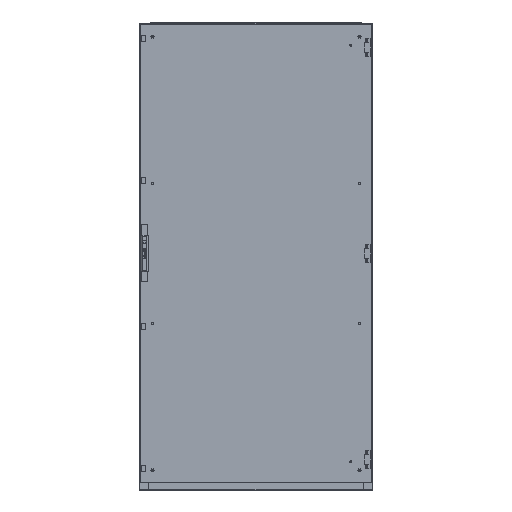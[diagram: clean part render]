
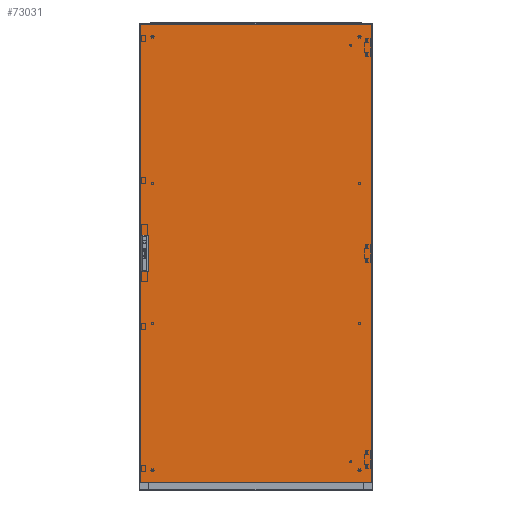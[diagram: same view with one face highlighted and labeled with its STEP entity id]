
A CAD part, top view. The second image highlights one B-rep face of the part: STEP entity #73031.
In plain terms, the highlighted planar face has unit normal (0, 0, 1).
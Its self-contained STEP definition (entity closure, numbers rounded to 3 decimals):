
#602 = DIRECTION ( 'NONE',  ( 1., 0., 0. ) ) ;
#981 = ORIENTED_EDGE ( 'NONE', *, *, #58184, .T. ) ;
#2515 = DIRECTION ( 'NONE',  ( 0., -1., 0. ) ) ;
#2710 = DIRECTION ( 'NONE',  ( 1., 0., 0. ) ) ;
#4391 = DIRECTION ( 'NONE',  ( 1., 0., 0. ) ) ;
#6171 = VERTEX_POINT ( 'NONE', #100281 ) ;
#7617 = DIRECTION ( 'NONE',  ( 0., -1., 0. ) ) ;
#10410 = VERTEX_POINT ( 'NONE', #66708 ) ;
#11533 = LINE ( 'NONE', #36051, #75838 ) ;
#11724 = ORIENTED_EDGE ( 'NONE', *, *, #100098, .F. ) ;
#13807 = VERTEX_POINT ( 'NONE', #35176 ) ;
#15043 = CARTESIAN_POINT ( 'NONE',  ( 497., 983.5, 0. ) ) ;
#16195 = EDGE_CURVE ( 'NONE', #57265, #13807, #73218, .T. ) ;
#16385 = CARTESIAN_POINT ( 'NONE',  ( 0., 0., 0. ) ) ;
#16566 = EDGE_LOOP ( 'NONE', ( #981, #22106, #90375, #87182 ) ) ;
#17184 = ORIENTED_EDGE ( 'NONE', *, *, #67461, .T. ) ;
#18918 = EDGE_CURVE ( 'NONE', #36568, #10410, #71742, .T. ) ;
#22106 = ORIENTED_EDGE ( 'NONE', *, *, #90056, .T. ) ;
#22421 = VECTOR ( 'NONE', #4391, 1000. ) ;
#23041 = FACE_OUTER_BOUND ( 'NONE', #16566, .T. ) ;
#23792 = DIRECTION ( 'NONE',  ( 0., 1., 0. ) ) ;
#24760 = DIRECTION ( 'NONE',  ( 0., 0., 1. ) ) ;
#25750 = EDGE_LOOP ( 'NONE', ( #17184, #84328, #90355, #11724 ) ) ;
#32573 = CARTESIAN_POINT ( 'NONE',  ( -497., 983.5, 0. ) ) ;
#35176 = CARTESIAN_POINT ( 'NONE',  ( -463., -78.5, 0. ) ) ;
#36051 = CARTESIAN_POINT ( 'NONE',  ( -463., 0., 0. ) ) ;
#36290 = VECTOR ( 'NONE', #23792, 1000. ) ;
#36322 = VECTOR ( 'NONE', #2710, 1000. ) ;
#36568 = VERTEX_POINT ( 'NONE', #55957 ) ;
#38397 = VECTOR ( 'NONE', #2515, 1000. ) ;
#39170 = CARTESIAN_POINT ( 'NONE',  ( -497., -983.5, 0. ) ) ;
#46073 = LINE ( 'NONE', #59949, #113231 ) ;
#46823 = CARTESIAN_POINT ( 'NONE',  ( -497., 983.5, 0. ) ) ;
#47144 = VECTOR ( 'NONE', #602, 1000. ) ;
#51311 = AXIS2_PLACEMENT_3D ( 'NONE', #16385, #24760, #95176 ) ;
#54875 = CARTESIAN_POINT ( 'NONE',  ( -497., 983.5, 0. ) ) ;
#55373 = EDGE_CURVE ( 'NONE', #80771, #13807, #11533, .T. ) ;
#55957 = CARTESIAN_POINT ( 'NONE',  ( -497., -983.5, 0. ) ) ;
#57265 = VERTEX_POINT ( 'NONE', #62663 ) ;
#58184 = EDGE_CURVE ( 'NONE', #10410, #6171, #82757, .T. ) ;
#59949 = CARTESIAN_POINT ( 'NONE',  ( -493.4, 0., 0. ) ) ;
#62663 = CARTESIAN_POINT ( 'NONE',  ( -493.4, -78.5, 0. ) ) ;
#66708 = CARTESIAN_POINT ( 'NONE',  ( 497., -983.5, 0. ) ) ;
#67461 = EDGE_CURVE ( 'NONE', #113272, #80771, #106130, .T. ) ;
#71742 = LINE ( 'NONE', #39170, #22421 ) ;
#73031 = ADVANCED_FACE ( 'NONE', ( #102213, #23041 ), #86366, .T. ) ;
#73050 = CARTESIAN_POINT ( 'NONE',  ( -493.4, 78.5, 0. ) ) ;
#73218 = LINE ( 'NONE', #105431, #47144 ) ;
#75838 = VECTOR ( 'NONE', #80017, 1000. ) ;
#80017 = DIRECTION ( 'NONE',  ( 0., -1., 0. ) ) ;
#80771 = VERTEX_POINT ( 'NONE', #105047 ) ;
#82606 = EDGE_CURVE ( 'NONE', #95405, #36568, #87679, .T. ) ;
#82757 = LINE ( 'NONE', #15043, #36290 ) ;
#84328 = ORIENTED_EDGE ( 'NONE', *, *, #55373, .T. ) ;
#86366 = PLANE ( 'NONE',  #51311 ) ;
#87182 = ORIENTED_EDGE ( 'NONE', *, *, #18918, .T. ) ;
#87421 = CARTESIAN_POINT ( 'NONE',  ( -493.4, 78.5, 0. ) ) ;
#87679 = LINE ( 'NONE', #54875, #38397 ) ;
#90056 = EDGE_CURVE ( 'NONE', #6171, #95405, #93517, .T. ) ;
#90355 = ORIENTED_EDGE ( 'NONE', *, *, #16195, .F. ) ;
#90375 = ORIENTED_EDGE ( 'NONE', *, *, #82606, .T. ) ;
#90708 = VECTOR ( 'NONE', #102540, 1000. ) ;
#93517 = LINE ( 'NONE', #32573, #90708 ) ;
#95176 = DIRECTION ( 'NONE',  ( 1., 0., 0. ) ) ;
#95405 = VERTEX_POINT ( 'NONE', #46823 ) ;
#100098 = EDGE_CURVE ( 'NONE', #113272, #57265, #46073, .T. ) ;
#100281 = CARTESIAN_POINT ( 'NONE',  ( 497., 983.5, 0. ) ) ;
#102213 = FACE_BOUND ( 'NONE', #25750, .T. ) ;
#102540 = DIRECTION ( 'NONE',  ( -1., 0., 0. ) ) ;
#105047 = CARTESIAN_POINT ( 'NONE',  ( -463., 78.5, 0. ) ) ;
#105431 = CARTESIAN_POINT ( 'NONE',  ( -493.4, -78.5, 0. ) ) ;
#106130 = LINE ( 'NONE', #73050, #36322 ) ;
#113231 = VECTOR ( 'NONE', #7617, 1000. ) ;
#113272 = VERTEX_POINT ( 'NONE', #87421 ) ;
